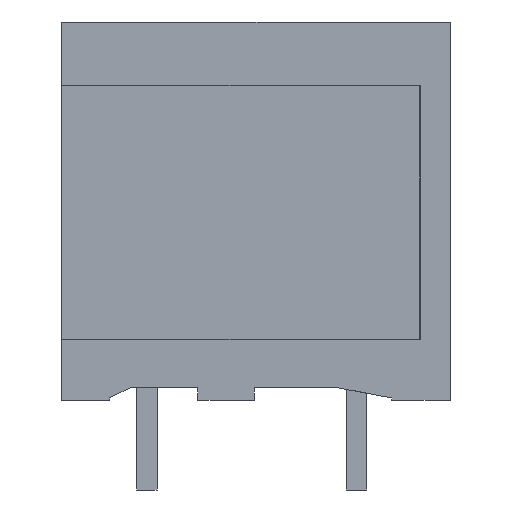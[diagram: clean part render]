
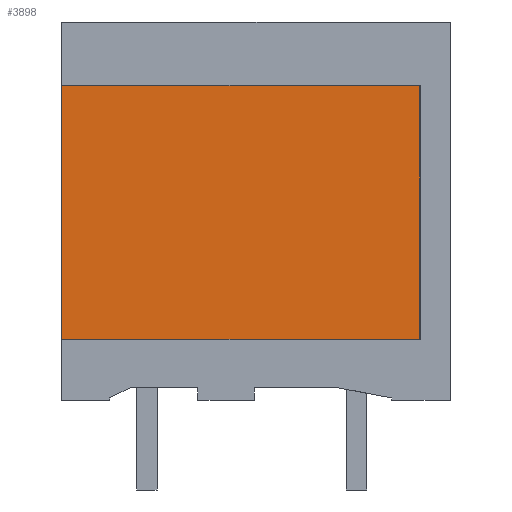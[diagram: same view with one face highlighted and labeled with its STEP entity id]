
A CAD part, left-side view. The second image highlights one B-rep face of the part: STEP entity #3898.
In plain terms, the highlighted planar face has unit normal (-1, 0, 0).
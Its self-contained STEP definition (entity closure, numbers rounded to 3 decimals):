
#3890=AXIS2_PLACEMENT_3D('Plane Axis2P3D',#3887,#3888,#3889) ;
#40=CARTESIAN_POINT('Vertex',(1.1,15.2,15.8)) ;
#45=CARTESIAN_POINT('Line Origine',(1.1,8.2,15.8)) ;
#49=CARTESIAN_POINT('Vertex',(1.1,1.2,15.8)) ;
#88=CARTESIAN_POINT('Vertex',(1.1,15.2,5.9)) ;
#91=CARTESIAN_POINT('Line Origine',(1.1,15.2,10.85)) ;
#426=CARTESIAN_POINT('Line Origine',(1.1,8.2,5.9)) ;
#430=CARTESIAN_POINT('Vertex',(1.1,1.2,5.9)) ;
#456=CARTESIAN_POINT('Line Origine',(1.1,1.2,10.85)) ;
#3887=CARTESIAN_POINT('Axis2P3D Location',(1.1,4.47,3.5)) ;
#46=DIRECTION('Vector Direction',(0.,-1.,0.)) ;
#92=DIRECTION('Vector Direction',(0.,0.,-1.)) ;
#427=DIRECTION('Vector Direction',(0.,1.,0.)) ;
#457=DIRECTION('Vector Direction',(0.,0.,1.)) ;
#3888=DIRECTION('Axis2P3D Direction',(-1.,0.,0.)) ;
#3889=DIRECTION('Axis2P3D XDirection',(0.,-1.,0.)) ;
#47=VECTOR('Line Direction',#46,1.) ;
#93=VECTOR('Line Direction',#92,1.) ;
#428=VECTOR('Line Direction',#427,1.) ;
#458=VECTOR('Line Direction',#457,1.) ;
#3893=ORIENTED_EDGE('',*,*,#51,.T.) ;
#3894=ORIENTED_EDGE('',*,*,#95,.T.) ;
#3895=ORIENTED_EDGE('',*,*,#432,.T.) ;
#3896=ORIENTED_EDGE('',*,*,#460,.T.) ;
#3898=ADVANCED_FACE('Housing LMFS.1\\Model',(#3897),#3891,.T.) ;
#51=EDGE_CURVE('',#50,#41,#48,.F.) ;
#95=EDGE_CURVE('',#41,#89,#94,.T.) ;
#432=EDGE_CURVE('',#89,#431,#429,.F.) ;
#460=EDGE_CURVE('',#431,#50,#459,.T.) ;
#3892=EDGE_LOOP('',(#3893,#3894,#3895,#3896)) ;
#3897=FACE_OUTER_BOUND('',#3892,.T.) ;
#48=LINE('Line',#45,#47) ;
#94=LINE('Line',#91,#93) ;
#429=LINE('Line',#426,#428) ;
#459=LINE('Line',#456,#458) ;
#3891=PLANE('',#3890) ;
#41=VERTEX_POINT('',#40) ;
#50=VERTEX_POINT('',#49) ;
#89=VERTEX_POINT('',#88) ;
#431=VERTEX_POINT('',#430) ;
